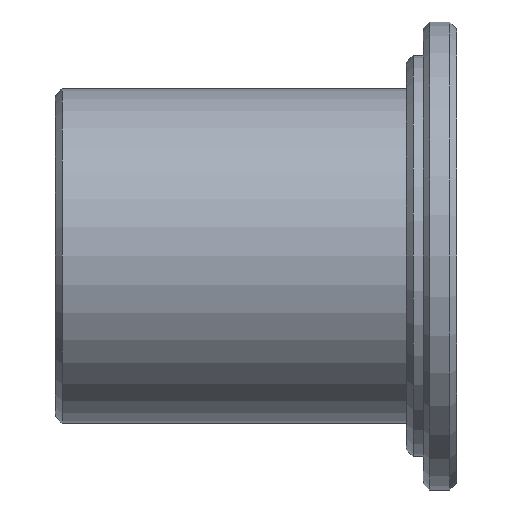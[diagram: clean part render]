
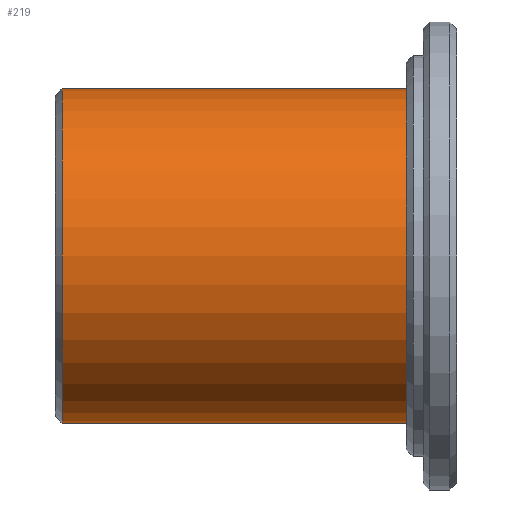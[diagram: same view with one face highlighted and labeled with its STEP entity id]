
A CAD part, left-side view. The second image highlights one B-rep face of the part: STEP entity #219.
In plain terms, the highlighted cylindrical face has radius 5 mm (diameter 10 mm), a partial arc.
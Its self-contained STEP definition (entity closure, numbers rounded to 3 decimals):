
#13 = VECTOR ( 'NONE', #957, 1000. ) ;
#43 = EDGE_LOOP ( 'NONE', ( #764, #608, #898, #523 ) ) ;
#53 = DIRECTION ( 'NONE',  ( 0., -1., 0. ) ) ;
#91 = VERTEX_POINT ( 'NONE', #1118 ) ;
#100 = CARTESIAN_POINT ( 'NONE',  ( 0., 12., -5. ) ) ;
#219 = ADVANCED_FACE ( 'NONE', ( #420 ), #979, .T. ) ;
#246 = CIRCLE ( 'NONE', #762, 5. ) ;
#331 = DIRECTION ( 'NONE',  ( 0., -1., 0. ) ) ;
#338 = DIRECTION ( 'NONE',  ( 0., 0., 1. ) ) ;
#344 = CARTESIAN_POINT ( 'NONE',  ( 0., 11.8, 5. ) ) ;
#366 = AXIS2_PLACEMENT_3D ( 'NONE', #797, #53, #1170 ) ;
#388 = CIRCLE ( 'NONE', #585, 5. ) ;
#420 = FACE_OUTER_BOUND ( 'NONE', #43, .T. ) ;
#452 = DIRECTION ( 'NONE',  ( 0., 0., 1. ) ) ;
#471 = CARTESIAN_POINT ( 'NONE',  ( 0., 11.8, -5. ) ) ;
#489 = LINE ( 'NONE', #780, #1159 ) ;
#523 = ORIENTED_EDGE ( 'NONE', *, *, #743, .T. ) ;
#546 = VERTEX_POINT ( 'NONE', #471 ) ;
#585 = AXIS2_PLACEMENT_3D ( 'NONE', #799, #331, #338 ) ;
#593 = VERTEX_POINT ( 'NONE', #906 ) ;
#608 = ORIENTED_EDGE ( 'NONE', *, *, #1034, .T. ) ;
#686 = LINE ( 'NONE', #100, #13 ) ;
#743 = EDGE_CURVE ( 'NONE', #91, #593, #246, .T. ) ;
#762 = AXIS2_PLACEMENT_3D ( 'NONE', #1212, #941, #452 ) ;
#764 = ORIENTED_EDGE ( 'NONE', *, *, #908, .F. ) ;
#768 = DIRECTION ( 'NONE',  ( 0., -1., 0. ) ) ;
#780 = CARTESIAN_POINT ( 'NONE',  ( 0., 12., 5. ) ) ;
#797 = CARTESIAN_POINT ( 'NONE',  ( 0., 12., 0. ) ) ;
#799 = CARTESIAN_POINT ( 'NONE',  ( 0., 11.8, 0. ) ) ;
#848 = EDGE_CURVE ( 'NONE', #546, #91, #686, .T. ) ;
#898 = ORIENTED_EDGE ( 'NONE', *, *, #848, .T. ) ;
#906 = CARTESIAN_POINT ( 'NONE',  ( 0., 1.5, 5. ) ) ;
#908 = EDGE_CURVE ( 'NONE', #1076, #593, #489, .T. ) ;
#941 = DIRECTION ( 'NONE',  ( 0., 1., 0. ) ) ;
#957 = DIRECTION ( 'NONE',  ( 0., -1., 0. ) ) ;
#979 = CYLINDRICAL_SURFACE ( 'NONE', #366, 5. ) ;
#1034 = EDGE_CURVE ( 'NONE', #1076, #546, #388, .T. ) ;
#1076 = VERTEX_POINT ( 'NONE', #344 ) ;
#1118 = CARTESIAN_POINT ( 'NONE',  ( 0., 1.5, -5. ) ) ;
#1159 = VECTOR ( 'NONE', #768, 1000. ) ;
#1170 = DIRECTION ( 'NONE',  ( 0., 0., -1. ) ) ;
#1212 = CARTESIAN_POINT ( 'NONE',  ( 0., 1.5, 0. ) ) ;
